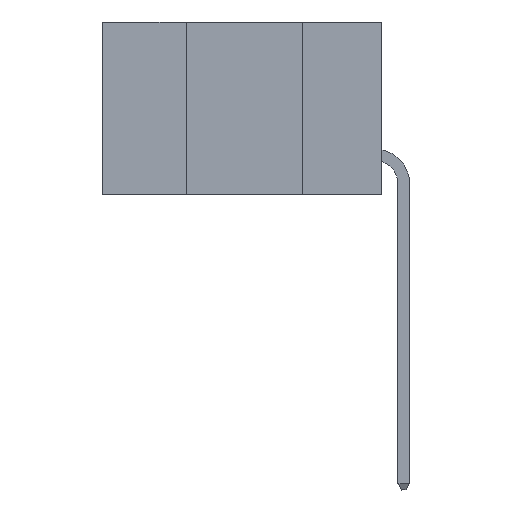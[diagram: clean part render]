
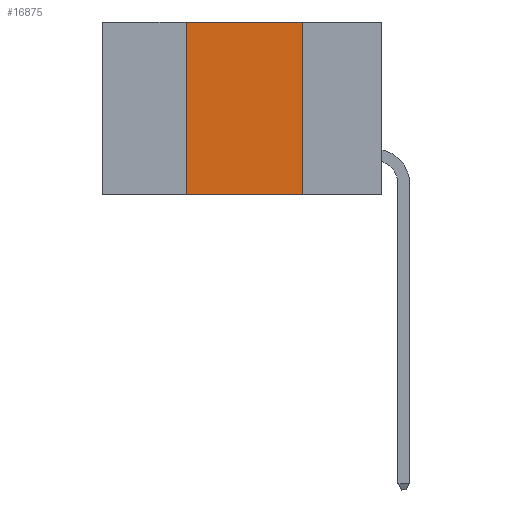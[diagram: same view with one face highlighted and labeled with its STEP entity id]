
A CAD part, left-side view. The second image highlights one B-rep face of the part: STEP entity #16875.
In plain terms, the highlighted planar face has unit normal (-1, 0, 0).
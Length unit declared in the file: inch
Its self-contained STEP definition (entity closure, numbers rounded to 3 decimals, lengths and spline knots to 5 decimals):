
#661 = LINE ( 'NONE', #11035, #12012 ) ;
#2722 = DIRECTION ( 'NONE',  ( 0., 0., -1. ) ) ;
#3142 = ORIENTED_EDGE ( 'NONE', *, *, #11809, .F. ) ;
#4446 = VECTOR ( 'NONE', #2722, 39.37008 ) ;
#4672 = VERTEX_POINT ( 'NONE', #9073 ) ;
#5112 = CARTESIAN_POINT ( 'NONE',  ( 0., 0.42, -0.37 ) ) ;
#5218 = LINE ( 'NONE', #7136, #9787 ) ;
#6417 = DIRECTION ( 'NONE',  ( 0., -1., 0. ) ) ;
#7136 = CARTESIAN_POINT ( 'NONE',  ( 0., 0.6, 0. ) ) ;
#7164 = CARTESIAN_POINT ( 'NONE',  ( 0., 0.6, 0. ) ) ;
#7240 = PLANE ( 'NONE',  #19940 ) ;
#7695 = VERTEX_POINT ( 'NONE', #13758 ) ;
#7824 = LINE ( 'NONE', #19825, #4446 ) ;
#7866 = CARTESIAN_POINT ( 'NONE',  ( 0., 0.42, 0. ) ) ;
#8445 = DIRECTION ( 'NONE',  ( 0., -1., 0. ) ) ;
#9073 = CARTESIAN_POINT ( 'NONE',  ( 0., 0.17, 0. ) ) ;
#9182 = EDGE_LOOP ( 'NONE', ( #3142, #15791, #16178, #14572 ) ) ;
#9587 = EDGE_CURVE ( 'NONE', #16035, #7695, #661, .T. ) ;
#9787 = VECTOR ( 'NONE', #8445, 39.37008 ) ;
#11035 = CARTESIAN_POINT ( 'NONE',  ( 0., 0.6, -0.37 ) ) ;
#11809 = EDGE_CURVE ( 'NONE', #4672, #7695, #7824, .T. ) ;
#12012 = VECTOR ( 'NONE', #6417, 39.37008 ) ;
#13083 = EDGE_CURVE ( 'NONE', #16035, #18258, #13313, .T. ) ;
#13313 = LINE ( 'NONE', #7866, #16490 ) ;
#13583 = DIRECTION ( 'NONE',  ( 0., 0., -1. ) ) ;
#13758 = CARTESIAN_POINT ( 'NONE',  ( 0., 0.17, -0.37 ) ) ;
#14572 = ORIENTED_EDGE ( 'NONE', *, *, #9587, .T. ) ;
#15200 = FACE_OUTER_BOUND ( 'NONE', #9182, .T. ) ;
#15791 = ORIENTED_EDGE ( 'NONE', *, *, #17454, .F. ) ;
#16035 = VERTEX_POINT ( 'NONE', #5112 ) ;
#16178 = ORIENTED_EDGE ( 'NONE', *, *, #13083, .F. ) ;
#16490 = VECTOR ( 'NONE', #18685, 39.37008 ) ;
#16875 = ADVANCED_FACE ( 'NONE', ( #15200 ), #7240, .F. ) ;
#17454 = EDGE_CURVE ( 'NONE', #18258, #4672, #5218, .T. ) ;
#17996 = DIRECTION ( 'NONE',  ( 1., 0., 0. ) ) ;
#18258 = VERTEX_POINT ( 'NONE', #18526 ) ;
#18526 = CARTESIAN_POINT ( 'NONE',  ( 0., 0.42, 0. ) ) ;
#18685 = DIRECTION ( 'NONE',  ( 0., 0., 1. ) ) ;
#19825 = CARTESIAN_POINT ( 'NONE',  ( 0., 0.17, 0. ) ) ;
#19940 = AXIS2_PLACEMENT_3D ( 'NONE', #7164, #17996, #13583 ) ;
